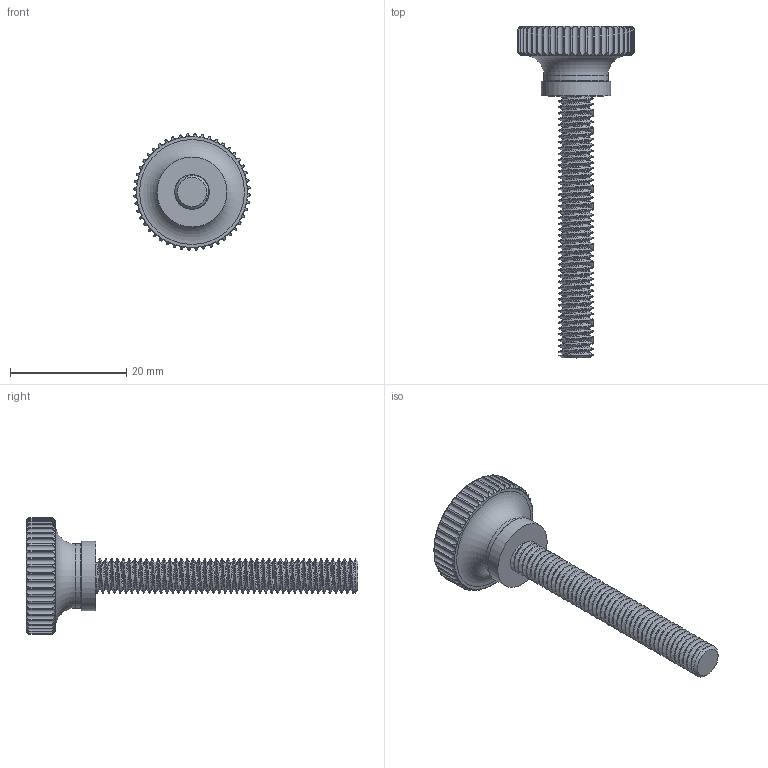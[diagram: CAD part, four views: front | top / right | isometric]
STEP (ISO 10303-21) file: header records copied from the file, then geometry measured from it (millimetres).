
FILE_DESCRIPTION(/* description */ (''),/* implementation_level */ '2;1');
FILE_NAME(/* name */ 'SL1 - Resin tank screw.step',/* time_stamp */ '2019-08-27T11:43:34+02:00',/* author */ (''),/* organization */ (''),/* preprocessor_version */ 'ST-DEVELOPER v18',/* originating_system */ 'Autodesk Translation Framework v8.6.0.1094',/* authorisation */ '');
FILE_SCHEMA (('AUTOMOTIVE_DESIGN { 1 0 10303 214 3 1 1 }'));
Length unit declared in the file: millimetre
Products named in the file (1): RESIN_TANK_SCREW
Bounding box: 19.99 x 57 x 19.99 mm (x, y, z)
Volume: 3454.4 mm3; surface area: 2680 mm2
Topology: 1 solids, 1 shells, 312 faces, 794 edges, 487 vertices
Faces by surface type: cylinder 204, cone 99, plane 6, bspline 2, torus 1
Full cylindrical faces by diameter (mm): 4.744 x50, 5.884 x52, 11 x1, 12 x1
Entity records: 16177 total; most frequent: CARTESIAN_POINT 9243, ORIENTED_EDGE 1588, DIRECTION 1247, EDGE_CURVE 794, AXIS2_PLACEMENT_3D 521, VERTEX_POINT 487, B_SPLINE_CURVE_WITH_KNOTS 379, EDGE_LOOP 315
